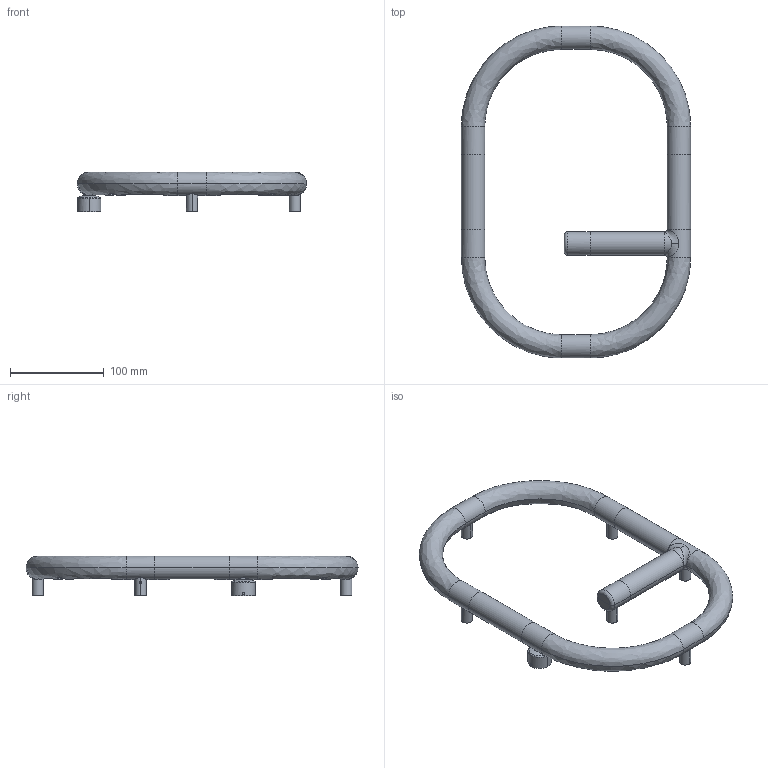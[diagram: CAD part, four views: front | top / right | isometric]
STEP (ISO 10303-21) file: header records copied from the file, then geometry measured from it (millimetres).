
FILE_DESCRIPTION(/* description */ (''),/* implementation_level */ '2;1');
FILE_NAME(/* name */ '1215Q00_--A.O.L. L.M. LETTERA Q',/* time_stamp */ '2024-06-06T14:37:43+02:00',/* author */ (''),/* organization */ (''),/* preprocessor_version */ 'ST-DEVELOPER v16.5',/* originating_system */ 'Rhino 7.37',/* authorisation */ '');
FILE_SCHEMA (('AUTOMOTIVE_DESIGN'));
Length unit declared in the file: millimetre
Products named in the file (1): Document
Bounding box: 244.84 x 354.74 x 42.5 mm (x, y, z)
Surface area: 91920.2 mm2 (no closed solid volume)
Topology: 0 solids, 7 shells, 307 faces, 757 edges, 470 vertices
Faces by surface type: bspline 193, cylinder 60, plane 54
Entity records: 21917 total; most frequent: CARTESIAN_POINT 14902, ORIENTED_EDGE 1444, EDGE_CURVE 757, VERTEX_POINT 470, B_SPLINE_CURVE_WITH_KNOTS 419, EDGE_LOOP 358, COLOUR_RGB 314, FILL_AREA_STYLE_COLOUR 314
